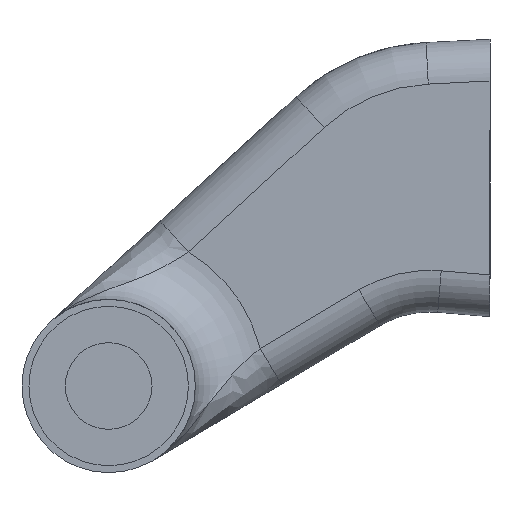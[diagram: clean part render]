
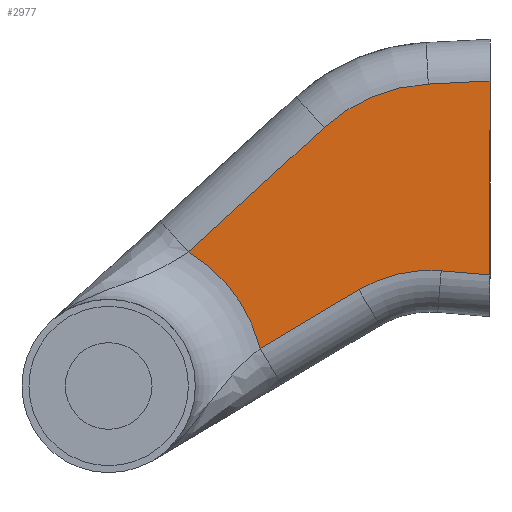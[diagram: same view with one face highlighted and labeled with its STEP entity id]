
A CAD part, left-side view. The second image highlights one B-rep face of the part: STEP entity #2977.
In plain terms, the highlighted planar face has unit normal (-1, 0, 0).
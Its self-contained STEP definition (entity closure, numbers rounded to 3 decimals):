
#43 = ORIENTED_EDGE ( 'NONE', *, *, #1943, .T. ) ;
#58 = LINE ( 'NONE', #3293, #957 ) ;
#107 = CARTESIAN_POINT ( 'NONE',  ( -35., 8.908, 13.547 ) ) ;
#140 = DIRECTION ( 'NONE',  ( 1., 0., 0. ) ) ;
#280 = EDGE_CURVE ( 'NONE', #1472, #2878, #529, .T. ) ;
#328 = LINE ( 'NONE', #3956, #2501 ) ;
#354 = CARTESIAN_POINT ( 'NONE',  ( -35., 23.917, 7.277 ) ) ;
#404 = AXIS2_PLACEMENT_3D ( 'NONE', #3640, #3227, #2819 ) ;
#480 = VERTEX_POINT ( 'NONE', #1825 ) ;
#520 = EDGE_CURVE ( 'NONE', #2818, #672, #58, .T. ) ;
#529 = LINE ( 'NONE', #107, #1646 ) ;
#548 = ORIENTED_EDGE ( 'NONE', *, *, #3695, .T. ) ;
#571 = CARTESIAN_POINT ( 'NONE',  ( -35., 8.701, -33.323 ) ) ;
#672 = VERTEX_POINT ( 'NONE', #3516 ) ;
#802 = FACE_OUTER_BOUND ( 'NONE', #859, .T. ) ;
#859 = EDGE_LOOP ( 'NONE', ( #1511, #1348, #955, #1035, #43, #2544, #548, #1561 ) ) ;
#955 = ORIENTED_EDGE ( 'NONE', *, *, #1517, .F. ) ;
#957 = VECTOR ( 'NONE', #2886, 1000. ) ;
#1035 = ORIENTED_EDGE ( 'NONE', *, *, #280, .T. ) ;
#1136 = CARTESIAN_POINT ( 'NONE',  ( -35., 0., 13.993 ) ) ;
#1222 = AXIS2_PLACEMENT_3D ( 'NONE', #3404, #2995, #2588 ) ;
#1240 = VECTOR ( 'NONE', #1967, 1000. ) ;
#1348 = ORIENTED_EDGE ( 'NONE', *, *, #3301, .T. ) ;
#1468 = EDGE_CURVE ( 'NONE', #480, #3229, #2807, .T. ) ;
#1472 = VERTEX_POINT ( 'NONE', #1136 ) ;
#1511 = ORIENTED_EDGE ( 'NONE', *, *, #3392, .T. ) ;
#1517 = EDGE_CURVE ( 'NONE', #1472, #2320, #328, .T. ) ;
#1561 = ORIENTED_EDGE ( 'NONE', *, *, #1468, .T. ) ;
#1598 = CARTESIAN_POINT ( 'NONE',  ( -35., 55., -30. ) ) ;
#1646 = VECTOR ( 'NONE', #3759, 1000. ) ;
#1657 = VECTOR ( 'NONE', #2802, 1000. ) ;
#1825 = CARTESIAN_POINT ( 'NONE',  ( -35., 33.16, -24.589 ) ) ;
#1943 = EDGE_CURVE ( 'NONE', #2878, #2818, #2847, .T. ) ;
#1967 = DIRECTION ( 'NONE',  ( 0., -0.86, 0.511 ) ) ;
#1979 = CIRCLE ( 'NONE', #3578, 22.5 ) ;
#2297 = CIRCLE ( 'NONE', #2928, 20. ) ;
#2320 = VERTEX_POINT ( 'NONE', #3273 ) ;
#2380 = CARTESIAN_POINT ( 'NONE',  ( -35., 18.914, -16.128 ) ) ;
#2501 = VECTOR ( 'NONE', #3556, 1000. ) ;
#2536 = CARTESIAN_POINT ( 'NONE',  ( -35., 7.04, -13.393 ) ) ;
#2544 = ORIENTED_EDGE ( 'NONE', *, *, #520, .T. ) ;
#2588 = DIRECTION ( 'NONE',  ( 0., 0., -1. ) ) ;
#2752 = DIRECTION ( 'NONE',  ( 0., 0., -1. ) ) ;
#2757 = CARTESIAN_POINT ( 'NONE',  ( -35., 8.908, 13.547 ) ) ;
#2802 = DIRECTION ( 'NONE',  ( 0., -0.997, -0.083 ) ) ;
#2807 = LINE ( 'NONE', #2380, #1240 ) ;
#2818 = VERTEX_POINT ( 'NONE', #354 ) ;
#2819 = DIRECTION ( 'NONE',  ( 0., 0., -1. ) ) ;
#2847 = CIRCLE ( 'NONE', #404, 24. ) ;
#2878 = VERTEX_POINT ( 'NONE', #2757 ) ;
#2886 = DIRECTION ( 'NONE',  ( 0., 0.737, -0.675 ) ) ;
#2928 = AXIS2_PLACEMENT_3D ( 'NONE', #571, #140, #3795 ) ;
#2977 = ADVANCED_FACE ( 'NONE', ( #802 ), #3816, .F. ) ;
#2995 = DIRECTION ( 'NONE',  ( 1., 0., 0. ) ) ;
#3040 = VERTEX_POINT ( 'NONE', #2536 ) ;
#3164 = DIRECTION ( 'NONE',  ( 1., 0., 0. ) ) ;
#3211 = CARTESIAN_POINT ( 'NONE',  ( -35., -0.498, -14.021 ) ) ;
#3227 = DIRECTION ( 'NONE',  ( -1., 0., 0. ) ) ;
#3229 = VERTEX_POINT ( 'NONE', #3505 ) ;
#3273 = CARTESIAN_POINT ( 'NONE',  ( -35., 0., -13.979 ) ) ;
#3293 = CARTESIAN_POINT ( 'NONE',  ( -35., 45.592, -12.572 ) ) ;
#3301 = EDGE_CURVE ( 'NONE', #3040, #2320, #3623, .T. ) ;
#3392 = EDGE_CURVE ( 'NONE', #3229, #3040, #2297, .T. ) ;
#3404 = CARTESIAN_POINT ( 'NONE',  ( -35., 55., -30. ) ) ;
#3505 = CARTESIAN_POINT ( 'NONE',  ( -35., 18.914, -16.128 ) ) ;
#3516 = CARTESIAN_POINT ( 'NONE',  ( -35., 43.504, -10.659 ) ) ;
#3556 = DIRECTION ( 'NONE',  ( 0., 0., -1. ) ) ;
#3578 = AXIS2_PLACEMENT_3D ( 'NONE', #1598, #3164, #2752 ) ;
#3623 = LINE ( 'NONE', #3211, #1657 ) ;
#3640 = CARTESIAN_POINT ( 'NONE',  ( -35., 7.709, -10.423 ) ) ;
#3695 = EDGE_CURVE ( 'NONE', #672, #480, #1979, .T. ) ;
#3759 = DIRECTION ( 'NONE',  ( 0., 0.999, -0.05 ) ) ;
#3795 = DIRECTION ( 'NONE',  ( 0., 0., -1. ) ) ;
#3816 = PLANE ( 'NONE',  #1222 ) ;
#3956 = CARTESIAN_POINT ( 'NONE',  ( -35., 0., 20. ) ) ;
